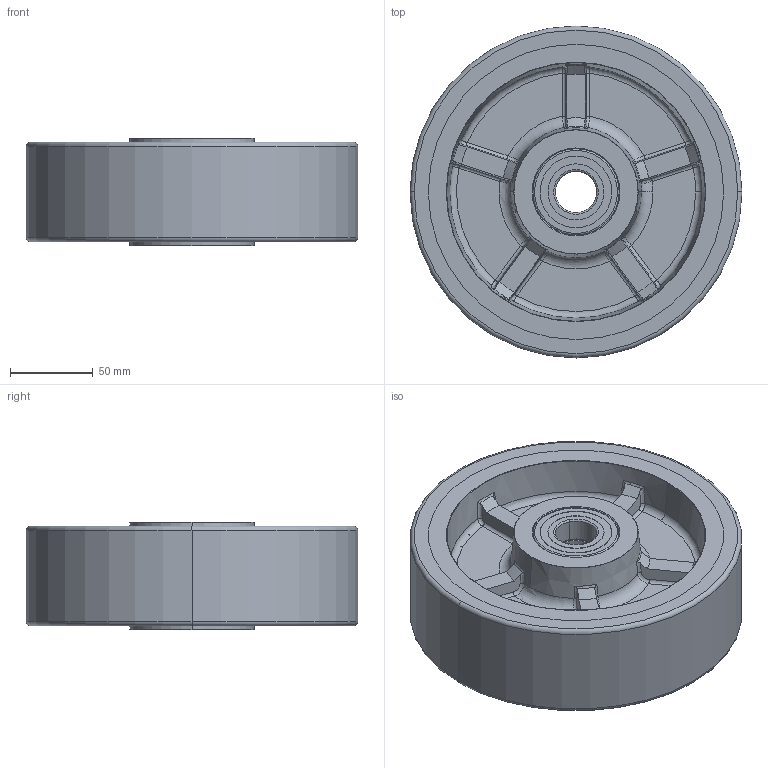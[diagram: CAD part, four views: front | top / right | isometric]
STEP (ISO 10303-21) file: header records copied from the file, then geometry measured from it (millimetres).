
FILE_DESCRIPTION (( 'STEP AP214' ), '1' );
FILE_NAME ('0011996.step', '2022-03-23T11:47:13', ( '' ), ( '' ), 'SwSTEP 2.0', 'SolidWorks 2020', '' );
FILE_SCHEMA (( 'AUTOMOTIVE_DESIGN' ));
Length unit declared in the file: millimetre
Products named in the file (1): 0011996
Bounding box: 200 x 200 x 65 mm (x, y, z)
Volume: 1188149.6 mm3; surface area: 244347.4 mm2
Topology: 13 solids, 13 shells, 354 faces, 832 edges, 504 vertices
Faces by surface type: torus 88, bspline 80, cylinder 76, plane 66, cone 44
Entity records: 18412 total; most frequent: CARTESIAN_POINT 6763, ORIENTED_EDGE 1664, DIRECTION 1514, EDGE_CURVE 832, AXIS2_PLACEMENT_3D 687, VERTEX_POINT 504, CIRCLE 412, EDGE_LOOP 380
